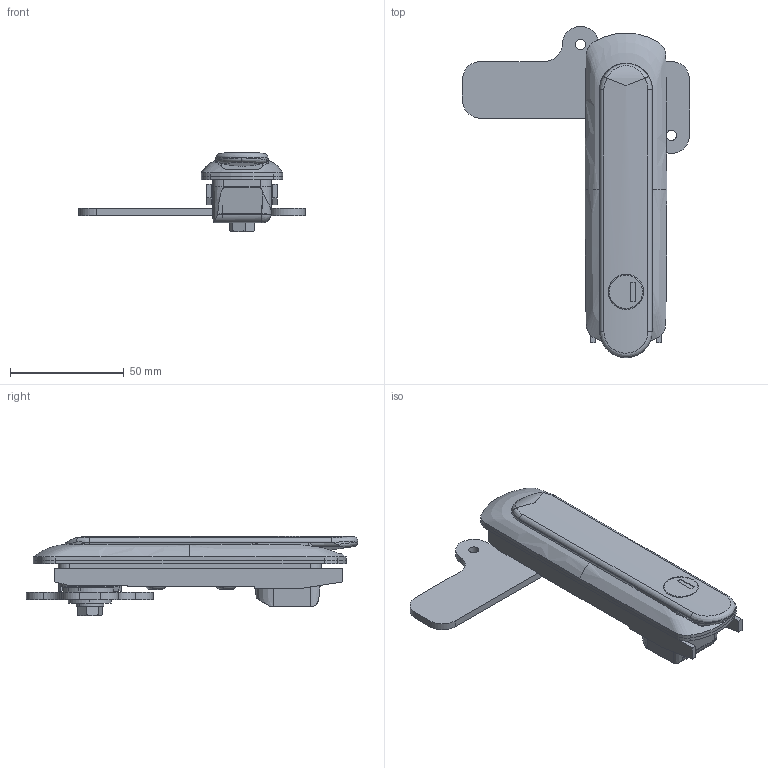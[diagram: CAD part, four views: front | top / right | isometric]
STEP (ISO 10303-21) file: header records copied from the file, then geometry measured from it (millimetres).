
FILE_DESCRIPTION (( 'STEP AP203' ), '1' );
FILE_NAME ('A-464-C-1-1 TAK60.STEP', '2012-08-31T00:23:58', ( '11sw' ), ( 'タキゲン製造株式会社' ), 'SwSTEP 2.0', 'SolidWorks 2011', '' );
FILE_SCHEMA (( 'CONFIG_CONTROL_DESIGN' ));
Length unit declared in the file: millimetre
Products named in the file (12): A-464-C-1-1 TAK60; TAK60-2_公開用_TAK60-2-4; A-464-C-1-1儚僢僔儍; A-464-C-1M6x12; A-464-C-1-1止メ金_Default; A-464-C-1M5x12; A-464-C-1取付板; A-464-C-1パッキン; A-464-C-1-1僗僩僢僷乕_Default; A-464-C-1-1僴儞僪儖_Default; A-464-C-1-1回転軸_assy; A-464-C-1-1本体_Default
Assembly tree (12 placements, depth 2):
  A-464-C-1-1 TAK60
    A-464-C-1-1本体_Default
    A-464-C-1-1儚僢僔儍
    A-464-C-1-1止メ金_Default
    A-464-C-1M5x12  x2
    TAK60-2_公開用_TAK60-2-4
    A-464-C-1取付板
    A-464-C-1M6x12
    A-464-C-1パッキン
    A-464-C-1-1僗僩僢僷乕_Default
    A-464-C-1-1僴儞僪儖_Default
    A-464-C-1-1回転軸_assy
Bounding box: 99.99 x 146 x 34.8 mm (x, y, z)
Volume: 79847.5 mm3; surface area: 53119.7 mm2
Topology: 12 solids, 12 shells, 479 faces, 1235 edges, 797 vertices
Faces by surface type: plane 223, cylinder 180, cone 33, bspline 21, torus 15, sphere 7
Entity records: 17422 total; most frequent: CARTESIAN_POINT 5302, ORIENTED_EDGE 2294, DIRECTION 2228, EDGE_CURVE 1147, AXIS2_PLACEMENT_3D 809, VERTEX_POINT 745, VECTOR 610, LINE 610
